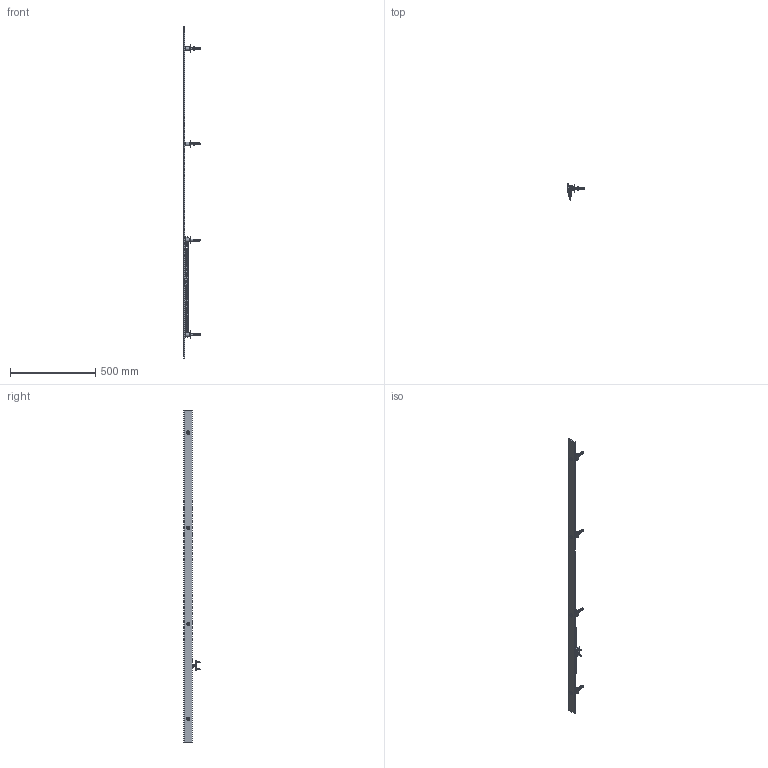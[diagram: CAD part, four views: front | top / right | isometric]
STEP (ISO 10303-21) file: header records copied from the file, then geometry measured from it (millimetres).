
FILE_DESCRIPTION(/* description */ (''),/* implementation_level */ '2;1');
FILE_NAME(/* name */ '0Montage RD-A en 1950.stp',/* time_stamp */ '2019-08-29T14:32:22+02:00',/* author */ ('DBA'),/* organization */ (''),/* preprocessor_version */ 'ST-DEVELOPER v17.2',/* originating_system */ 'Autodesk Inventor 2019',/* authorisation */ '');
FILE_SCHEMA (('AUTOMOTIVE_DESIGN { 1 0 10303 214 3 1 1 }'));
Length unit declared in the file: millimetre
Products named in the file (31): VAL-RD 100.00r00 Thor perforated rollers door 40mm; VAL-RD 000.01r00 - Track 2000; VAL-RD 010.00r00 Fixing to wall; VAL-RD 010.01r00 - Fixing Plate; VAL-RD 010.02r00 - Fixing Tube; Ericson's nut M8; Wall Plug D12; Twisted Screew M8x80_torx; VAL-RD 052.00r00 Soft closer Left; VAL-RD 050.01r00 Frame of soft closer; GC1002Z; Ë«×čÄá-»î¶ŻĽţ3; Ë«×čÄá-»î¶ŻĽţ×°ĹäĚĺ; Ë«×čÄá-»î¶ŻĽţ1; Ë«×čÄá-»î¶ŻĽţ2; µŻ»É1; µőÂÖ-»î¶ŻĽţ-
Ďđ˝şµć; Ę®×ÖłÁÍ·×ÔąĄÂÝ¶¤S
T2.2x12; Ë«×čÄá-ĚúĆ¬; M5x15ÂÝËżË¨; µŻ»Éµ÷˝ÚÂÝÄ¸; ×óÍâżÇ; ÓŇÍâżÇ; ISO 4762 - M4 x 30ISO; Nakrętka domykacza; VAL-RD 060.00r00 - Activator for wood_1; VAL-RD 060.01r00 - Activator 1; VAL-RD 060.02r00 - Activator 2; DIN7996 4x25 Pz; DIN 6797 - A 5,3; DIN 7984 - M5 x 8
Assembly tree (42 placements, depth 5):
  VAL-RD 100.00r00 Thor perforated rollers door 40mm
    VAL-RD 000.01r00 - Track 2000
    VAL-RD 010.00r00 Fixing to wall  x4
      VAL-RD 010.01r00 - Fixing Plate
      VAL-RD 010.02r00 - Fixing Tube
      Wall Plug D12
      Twisted Screew M8x80_torx
    VAL-RD 052.00r00 Soft closer Left
      VAL-RD 050.01r00 Frame of soft closer
      GC1002Z
        Ë«×čÄá-»î¶ŻĽţ3
        Ë«×čÄá-»î¶ŻĽţ×°ĹäĚĺ
          Ë«×čÄá-»î¶ŻĽţ1
          Ë«×čÄá-»î¶ŻĽţ2
          µŻ»É1
        µőÂÖ-»î¶ŻĽţ-
Ďđ˝şµć
        Ę®×ÖłÁÍ·×ÔąĄÂÝ¶¤S
T2.2x12  x8
        Ë«×čÄá-ĚúĆ¬
        M5x15ÂÝËżË¨
        µŻ»Éµ÷˝ÚÂÝÄ¸
        ×óÍâżÇ
        ÓŇÍâżÇ
      ISO 4762 - M4 x 30ISO  x2
      Nakrętka domykacza  x2
    VAL-RD 060.00r00 - Activator for wood_1
      VAL-RD 060.01r00 - Activator 1
      VAL-RD 060.02r00 - Activator 2
      DIN7996 4x25 Pz  x2
      DIN 6797 - A 5,3
      DIN 7984 - M5 x 8
  Ericson's nut M8
Bounding box: 100.25 x 94.5 x 1950 mm (x, y, z)
Volume: 801500.7 mm3; surface area: 451642.9 mm2
Topology: 54 solids, 54 shells, 4029 faces, 11648 edges, 7680 vertices
Faces by surface type: plane 2408, cylinder 1128, bspline 157, cone 142, torus 138, sphere 56
Full cylindrical faces by diameter (mm): 0.6 x2, 1.4 x8, 2 x3, 2.2 x8, 2.3 x8, 2.4 x8, 2.5 x14, 2.8 x22, 3 x3, 3.2 x2, 3.242 x2, 3.4 x4, 3.5 x1, 3.7 x8, 4 x12, 4.134 x1, 4.3 x6, 5 x22, 5.3 x1, 6.647 x4, 7 x2, 8 x60, 8.3 x4, 8.5 x5, 10 x4, 10.5 x4, 11.8 x4, 19.7 x4, 20 x4, 45 x4
Entity records: 122764 total; most frequent: CARTESIAN_POINT 56729, ORIENTED_EDGE 13834, DIRECTION 13396, EDGE_CURVE 6917, AXIS2_PLACEMENT_3D 4696, VERTEX_POINT 4517, LINE 4004, VECTOR 4004
